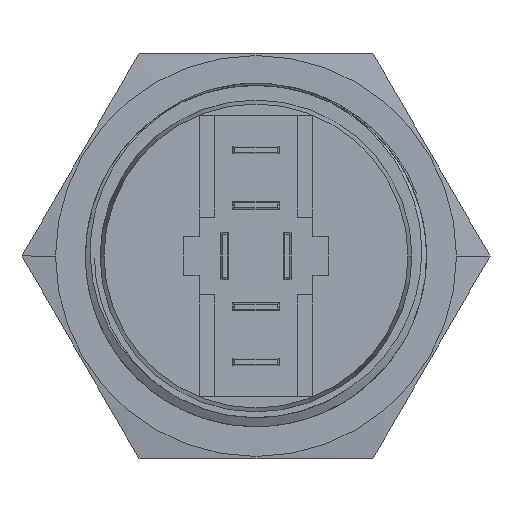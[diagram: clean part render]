
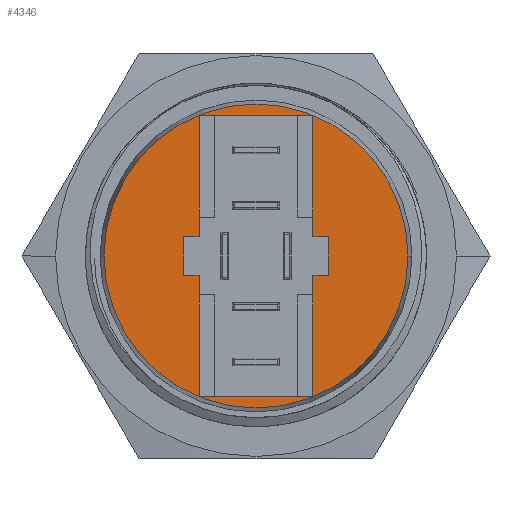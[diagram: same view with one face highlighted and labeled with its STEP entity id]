
A CAD part, front view. The second image highlights one B-rep face of the part: STEP entity #4346.
In plain terms, the highlighted planar face has unit normal (0, -1, 0).
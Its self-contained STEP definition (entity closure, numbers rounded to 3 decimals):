
#55 = CARTESIAN_POINT ( 'NONE',  ( 4.65, -17., 1.25 ) ) ;
#85 = LINE ( 'NONE', #7692, #107 ) ;
#107 = VECTOR ( 'NONE', #5588, 1000. ) ;
#156 = VERTEX_POINT ( 'NONE', #1918 ) ;
#157 = EDGE_CURVE ( 'NONE', #2312, #12150, #5784, .T. ) ;
#342 = DIRECTION ( 'NONE',  ( 0., 1., 0. ) ) ;
#497 = EDGE_CURVE ( 'NONE', #11092, #7833, #85, .T. ) ;
#585 = CIRCLE ( 'NONE', #10339, 9.75 ) ;
#711 = VERTEX_POINT ( 'NONE', #4858 ) ;
#906 = ORIENTED_EDGE ( 'NONE', *, *, #8748, .T. ) ;
#913 = CARTESIAN_POINT ( 'NONE',  ( -3.65, -17., 1.25 ) ) ;
#1019 = FACE_BOUND ( 'NONE', #11440, .T. ) ;
#1199 = EDGE_CURVE ( 'NONE', #6659, #2572, #5829, .T. ) ;
#1221 = CIRCLE ( 'NONE', #12163, 9.75 ) ;
#1254 = VECTOR ( 'NONE', #11770, 1000. ) ;
#1294 = CARTESIAN_POINT ( 'NONE',  ( 0., -17., 0. ) ) ;
#1777 = VECTOR ( 'NONE', #9418, 1000. ) ;
#1780 = LINE ( 'NONE', #6769, #9421 ) ;
#1918 = CARTESIAN_POINT ( 'NONE',  ( 3.65, -17., -9. ) ) ;
#1956 = VECTOR ( 'NONE', #3057, 1000. ) ;
#2007 = VERTEX_POINT ( 'NONE', #3448 ) ;
#2012 = VERTEX_POINT ( 'NONE', #10180 ) ;
#2210 = LINE ( 'NONE', #7949, #9306 ) ;
#2312 = VERTEX_POINT ( 'NONE', #5371 ) ;
#2437 = LINE ( 'NONE', #6254, #1777 ) ;
#2512 = EDGE_CURVE ( 'NONE', #711, #2312, #2437, .T. ) ;
#2514 = ORIENTED_EDGE ( 'NONE', *, *, #7654, .T. ) ;
#2572 = VERTEX_POINT ( 'NONE', #55 ) ;
#2774 = CARTESIAN_POINT ( 'NONE',  ( -2.325, -17., -1.25 ) ) ;
#2812 = EDGE_CURVE ( 'NONE', #10770, #7913, #585, .T. ) ;
#2904 = ORIENTED_EDGE ( 'NONE', *, *, #157, .T. ) ;
#3057 = DIRECTION ( 'NONE',  ( 0., 0., -1. ) ) ;
#3066 = DIRECTION ( 'NONE',  ( 1., 0., 0. ) ) ;
#3340 = VERTEX_POINT ( 'NONE', #8984 ) ;
#3370 = DIRECTION ( 'NONE',  ( 0., 0., 1. ) ) ;
#3448 = CARTESIAN_POINT ( 'NONE',  ( -4.65, -17., 1.25 ) ) ;
#3490 = EDGE_CURVE ( 'NONE', #2012, #6659, #4147, .T. ) ;
#3562 = CARTESIAN_POINT ( 'NONE',  ( 3.65, -17., -1.25 ) ) ;
#3640 = DIRECTION ( 'NONE',  ( 0., 0., -1. ) ) ;
#3723 = EDGE_CURVE ( 'NONE', #156, #711, #1780, .T. ) ;
#4004 = CARTESIAN_POINT ( 'NONE',  ( 4.65, -17., -1.25 ) ) ;
#4126 = DIRECTION ( 'NONE',  ( 1., 0., 0. ) ) ;
#4147 = LINE ( 'NONE', #7973, #1254 ) ;
#4190 = LINE ( 'NONE', #6321, #4200 ) ;
#4200 = VECTOR ( 'NONE', #11007, 1000. ) ;
#4239 = CARTESIAN_POINT ( 'NONE',  ( 4.65, -17., -0.625 ) ) ;
#4254 = ORIENTED_EDGE ( 'NONE', *, *, #497, .T. ) ;
#4329 = VECTOR ( 'NONE', #8735, 1000. ) ;
#4346 = ADVANCED_FACE ( 'NONE', ( #1019, #4901 ), #5776, .T. ) ;
#4823 = VECTOR ( 'NONE', #6992, 1000. ) ;
#4858 = CARTESIAN_POINT ( 'NONE',  ( -3.65, -17., -9. ) ) ;
#4901 = FACE_OUTER_BOUND ( 'NONE', #10456, .T. ) ;
#5371 = CARTESIAN_POINT ( 'NONE',  ( -3.65, -17., -1.25 ) ) ;
#5588 = DIRECTION ( 'NONE',  ( -1., 0., 0. ) ) ;
#5626 = EDGE_CURVE ( 'NONE', #12150, #2007, #9037, .T. ) ;
#5776 = PLANE ( 'NONE',  #12184 ) ;
#5784 = LINE ( 'NONE', #2774, #11239 ) ;
#5829 = LINE ( 'NONE', #9636, #4329 ) ;
#6066 = ORIENTED_EDGE ( 'NONE', *, *, #6590, .F. ) ;
#6254 = CARTESIAN_POINT ( 'NONE',  ( -3.65, -17., -0.625 ) ) ;
#6321 = CARTESIAN_POINT ( 'NONE',  ( -1.825, -17., 1.25 ) ) ;
#6590 = EDGE_CURVE ( 'NONE', #7913, #10770, #1221, .T. ) ;
#6659 = VERTEX_POINT ( 'NONE', #10816 ) ;
#6769 = CARTESIAN_POINT ( 'NONE',  ( -1.825, -17., -9. ) ) ;
#6992 = DIRECTION ( 'NONE',  ( 0., 0., 1. ) ) ;
#7271 = ORIENTED_EDGE ( 'NONE', *, *, #3723, .T. ) ;
#7654 = EDGE_CURVE ( 'NONE', #2007, #8014, #4190, .T. ) ;
#7692 = CARTESIAN_POINT ( 'NONE',  ( 1.825, -17., -1.25 ) ) ;
#7833 = VERTEX_POINT ( 'NONE', #3562 ) ;
#7913 = VERTEX_POINT ( 'NONE', #9631 ) ;
#7923 = ORIENTED_EDGE ( 'NONE', *, *, #2812, .F. ) ;
#7949 = CARTESIAN_POINT ( 'NONE',  ( 1.825, -17., 9. ) ) ;
#7959 = CARTESIAN_POINT ( 'NONE',  ( 0., -17., 0. ) ) ;
#7973 = CARTESIAN_POINT ( 'NONE',  ( 3.65, -17., 0.625 ) ) ;
#7974 = DIRECTION ( 'NONE',  ( 0., -1., 0. ) ) ;
#8014 = VERTEX_POINT ( 'NONE', #913 ) ;
#8277 = CARTESIAN_POINT ( 'NONE',  ( 9.75, -17., 0. ) ) ;
#8493 = ORIENTED_EDGE ( 'NONE', *, *, #3490, .T. ) ;
#8550 = VECTOR ( 'NONE', #3370, 1000. ) ;
#8669 = LINE ( 'NONE', #8925, #1956 ) ;
#8720 = CARTESIAN_POINT ( 'NONE',  ( -3.65, -17., 4.5 ) ) ;
#8735 = DIRECTION ( 'NONE',  ( 1., 0., 0. ) ) ;
#8748 = EDGE_CURVE ( 'NONE', #8014, #3340, #9743, .T. ) ;
#8871 = CARTESIAN_POINT ( 'NONE',  ( 0., -17., 0. ) ) ;
#8925 = CARTESIAN_POINT ( 'NONE',  ( 3.65, -17., -4.5 ) ) ;
#8984 = CARTESIAN_POINT ( 'NONE',  ( -3.65, -17., 9. ) ) ;
#9037 = LINE ( 'NONE', #11797, #8550 ) ;
#9048 = LINE ( 'NONE', #4239, #11913 ) ;
#9096 = ORIENTED_EDGE ( 'NONE', *, *, #2512, .T. ) ;
#9306 = VECTOR ( 'NONE', #3066, 1000. ) ;
#9418 = DIRECTION ( 'NONE',  ( 0., 0., 1. ) ) ;
#9421 = VECTOR ( 'NONE', #9459, 1000. ) ;
#9459 = DIRECTION ( 'NONE',  ( -1., 0., 0. ) ) ;
#9526 = CARTESIAN_POINT ( 'NONE',  ( -4.65, -17., -1.25 ) ) ;
#9594 = DIRECTION ( 'NONE',  ( -1., 0., 0. ) ) ;
#9631 = CARTESIAN_POINT ( 'NONE',  ( -9.75, -17., 0. ) ) ;
#9636 = CARTESIAN_POINT ( 'NONE',  ( 2.325, -17., 1.25 ) ) ;
#9711 = ORIENTED_EDGE ( 'NONE', *, *, #11161, .T. ) ;
#9743 = LINE ( 'NONE', #8720, #4823 ) ;
#10180 = CARTESIAN_POINT ( 'NONE',  ( 3.65, -17., 9. ) ) ;
#10200 = ORIENTED_EDGE ( 'NONE', *, *, #5626, .T. ) ;
#10339 = AXIS2_PLACEMENT_3D ( 'NONE', #7959, #11823, #11756 ) ;
#10456 = EDGE_LOOP ( 'NONE', ( #7923, #6066 ) ) ;
#10569 = ORIENTED_EDGE ( 'NONE', *, *, #11684, .T. ) ;
#10720 = ORIENTED_EDGE ( 'NONE', *, *, #11039, .T. ) ;
#10754 = ORIENTED_EDGE ( 'NONE', *, *, #1199, .T. ) ;
#10770 = VERTEX_POINT ( 'NONE', #8277 ) ;
#10816 = CARTESIAN_POINT ( 'NONE',  ( 3.65, -17., 1.25 ) ) ;
#10938 = DIRECTION ( 'NONE',  ( 0., 0., -1. ) ) ;
#11007 = DIRECTION ( 'NONE',  ( 1., 0., 0. ) ) ;
#11039 = EDGE_CURVE ( 'NONE', #3340, #2012, #2210, .T. ) ;
#11092 = VERTEX_POINT ( 'NONE', #4004 ) ;
#11161 = EDGE_CURVE ( 'NONE', #2572, #11092, #9048, .T. ) ;
#11239 = VECTOR ( 'NONE', #9594, 1000. ) ;
#11440 = EDGE_LOOP ( 'NONE', ( #906, #10720, #8493, #10754, #9711, #4254, #10569, #7271, #9096, #2904, #10200, #2514 ) ) ;
#11684 = EDGE_CURVE ( 'NONE', #7833, #156, #8669, .T. ) ;
#11756 = DIRECTION ( 'NONE',  ( 1., 0., 0. ) ) ;
#11770 = DIRECTION ( 'NONE',  ( 0., 0., -1. ) ) ;
#11797 = CARTESIAN_POINT ( 'NONE',  ( -4.65, -17., 0.625 ) ) ;
#11823 = DIRECTION ( 'NONE',  ( 0., 1., 0. ) ) ;
#11913 = VECTOR ( 'NONE', #10938, 1000. ) ;
#12150 = VERTEX_POINT ( 'NONE', #9526 ) ;
#12163 = AXIS2_PLACEMENT_3D ( 'NONE', #8871, #342, #4126 ) ;
#12184 = AXIS2_PLACEMENT_3D ( 'NONE', #1294, #7974, #3640 ) ;
